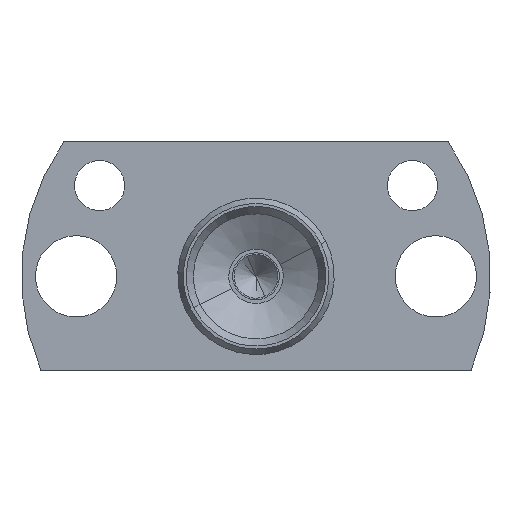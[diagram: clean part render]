
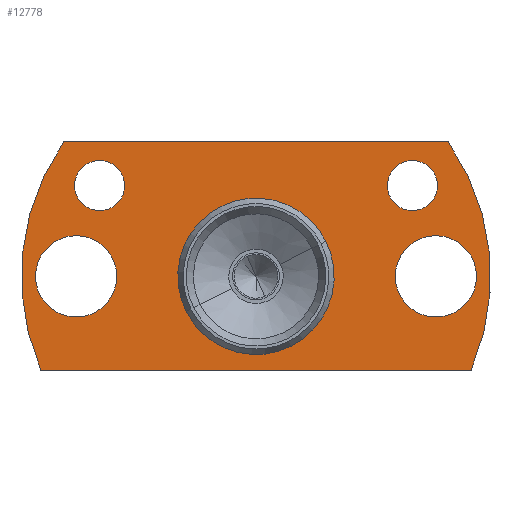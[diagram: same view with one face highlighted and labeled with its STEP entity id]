
A CAD part, left-side view. The second image highlights one B-rep face of the part: STEP entity #12778.
In plain terms, the highlighted planar face has unit normal (-1, 0, 0).
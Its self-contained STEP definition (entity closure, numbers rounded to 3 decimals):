
#112 = AXIS2_PLACEMENT_3D ( 'NONE', #5884, #8206, #10378 ) ;
#141 = CARTESIAN_POINT ( 'NONE',  ( 14.538, -5., 2.9 ) ) ;
#149 = DIRECTION ( 'NONE',  ( -1., 0., 0. ) ) ;
#184 = EDGE_CURVE ( 'NONE', #5405, #343, #10258, .T. ) ;
#343 = VERTEX_POINT ( 'NONE', #12629 ) ;
#487 = DIRECTION ( 'NONE',  ( 0., 0., -1. ) ) ;
#524 = DIRECTION ( 'NONE',  ( -1., 0., 0. ) ) ;
#551 = ORIENTED_EDGE ( 'NONE', *, *, #184, .F. ) ;
#644 = DIRECTION ( 'NONE',  ( -1., 0., 0. ) ) ;
#686 = EDGE_LOOP ( 'NONE', ( #9391, #13426 ) ) ;
#777 = ORIENTED_EDGE ( 'NONE', *, *, #1023, .F. ) ;
#814 = CARTESIAN_POINT ( 'NONE',  ( 14.538, -5., 3.7 ) ) ;
#1023 = EDGE_CURVE ( 'NONE', #5998, #13898, #11390, .T. ) ;
#1030 = DIRECTION ( 'NONE',  ( 0., 0., -1. ) ) ;
#1051 = AXIS2_PLACEMENT_3D ( 'NONE', #6882, #149, #11304 ) ;
#1102 = CARTESIAN_POINT ( 'NONE',  ( 14.538, -5., 2.9 ) ) ;
#1158 = DIRECTION ( 'NONE',  ( 0., 0., -1. ) ) ;
#1170 = DIRECTION ( 'NONE',  ( -1., 0., 0. ) ) ;
#1200 = VERTEX_POINT ( 'NONE', #3136 ) ;
#1318 = FACE_BOUND ( 'NONE', #4025, .T. ) ;
#1388 = FACE_OUTER_BOUND ( 'NONE', #3452, .T. ) ;
#1401 = EDGE_CURVE ( 'NONE', #1411, #2428, #10663, .T. ) ;
#1411 = VERTEX_POINT ( 'NONE', #7126 ) ;
#1597 = AXIS2_PLACEMENT_3D ( 'NONE', #13405, #4558, #13116 ) ;
#1667 = EDGE_CURVE ( 'NONE', #2809, #11862, #9008, .T. ) ;
#2038 = VECTOR ( 'NONE', #5968, 1000. ) ;
#2043 = CARTESIAN_POINT ( 'NONE',  ( 14.538, 0., 0. ) ) ;
#2090 = CARTESIAN_POINT ( 'NONE',  ( 14.538, -5.75, -1.3 ) ) ;
#2336 = AXIS2_PLACEMENT_3D ( 'NONE', #8019, #5913, #487 ) ;
#2428 = VERTEX_POINT ( 'NONE', #10665 ) ;
#2477 = PLANE ( 'NONE',  #112 ) ;
#2531 = CARTESIAN_POINT ( 'NONE',  ( 14.538, -5.75, 1.3 ) ) ;
#2809 = VERTEX_POINT ( 'NONE', #4474 ) ;
#2816 = DIRECTION ( 'NONE',  ( 0., 0., -1. ) ) ;
#3136 = CARTESIAN_POINT ( 'NONE',  ( 14.538, -6.874, -3. ) ) ;
#3352 = CIRCLE ( 'NONE', #8919, 7.5 ) ;
#3452 = EDGE_LOOP ( 'NONE', ( #12515, #7301, #4390, #5561 ) ) ;
#3588 = ORIENTED_EDGE ( 'NONE', *, *, #1667, .F. ) ;
#3764 = CARTESIAN_POINT ( 'NONE',  ( 14.538, 5., 2.9 ) ) ;
#3798 = EDGE_CURVE ( 'NONE', #343, #5405, #8451, .T. ) ;
#4025 = EDGE_LOOP ( 'NONE', ( #551, #11714 ) ) ;
#4116 = AXIS2_PLACEMENT_3D ( 'NONE', #8404, #524, #6027 ) ;
#4239 = CIRCLE ( 'NONE', #7018, 1.3 ) ;
#4390 = ORIENTED_EDGE ( 'NONE', *, *, #1401, .T. ) ;
#4439 = EDGE_CURVE ( 'NONE', #12074, #1200, #12431, .T. ) ;
#4474 = CARTESIAN_POINT ( 'NONE',  ( 14.538, 0., 2.1 ) ) ;
#4544 = ORIENTED_EDGE ( 'NONE', *, *, #8483, .F. ) ;
#4558 = DIRECTION ( 'NONE',  ( -1., 0., 0. ) ) ;
#4816 = CIRCLE ( 'NONE', #7360, 7.5 ) ;
#4886 = EDGE_CURVE ( 'NONE', #4894, #11700, #13140, .T. ) ;
#4894 = VERTEX_POINT ( 'NONE', #2090 ) ;
#4979 = DIRECTION ( 'NONE',  ( 0., 0., 1. ) ) ;
#5004 = CARTESIAN_POINT ( 'NONE',  ( 14.538, 13.571, 4.3 ) ) ;
#5171 = EDGE_LOOP ( 'NONE', ( #12099, #4544 ) ) ;
#5259 = CARTESIAN_POINT ( 'NONE',  ( 14.538, 5.75, 1.3 ) ) ;
#5405 = VERTEX_POINT ( 'NONE', #814 ) ;
#5435 = DIRECTION ( 'NONE',  ( -1., 0., 0. ) ) ;
#5441 = DIRECTION ( 'NONE',  ( 0., 0., 1. ) ) ;
#5508 = CARTESIAN_POINT ( 'NONE',  ( 14.538, 0., 0. ) ) ;
#5550 = EDGE_CURVE ( 'NONE', #1200, #1411, #4816, .T. ) ;
#5561 = ORIENTED_EDGE ( 'NONE', *, *, #11786, .T. ) ;
#5838 = ORIENTED_EDGE ( 'NONE', *, *, #11652, .F. ) ;
#5884 = CARTESIAN_POINT ( 'NONE',  ( 14.538, 2.1, 0. ) ) ;
#5913 = DIRECTION ( 'NONE',  ( -1., 0., 0. ) ) ;
#5968 = DIRECTION ( 'NONE',  ( 0., -1., 0. ) ) ;
#5971 = EDGE_CURVE ( 'NONE', #11700, #4894, #4239, .T. ) ;
#5998 = VERTEX_POINT ( 'NONE', #7102 ) ;
#6024 = CARTESIAN_POINT ( 'NONE',  ( 14.538, 5.75, -1.3 ) ) ;
#6027 = DIRECTION ( 'NONE',  ( 0., 0., -1. ) ) ;
#6598 = CIRCLE ( 'NONE', #7288, 1.3 ) ;
#6604 = CIRCLE ( 'NONE', #11482, 0.8 ) ;
#6785 = VERTEX_POINT ( 'NONE', #5259 ) ;
#6882 = CARTESIAN_POINT ( 'NONE',  ( 14.538, 0., 0. ) ) ;
#6915 = CARTESIAN_POINT ( 'NONE',  ( 14.538, 13.571, -3. ) ) ;
#7018 = AXIS2_PLACEMENT_3D ( 'NONE', #11386, #10072, #1158 ) ;
#7075 = CIRCLE ( 'NONE', #1051, 2.1 ) ;
#7102 = CARTESIAN_POINT ( 'NONE',  ( 14.538, 5., 2.1 ) ) ;
#7126 = CARTESIAN_POINT ( 'NONE',  ( 14.538, -6.145, 4.3 ) ) ;
#7288 = AXIS2_PLACEMENT_3D ( 'NONE', #8912, #13345, #13557 ) ;
#7301 = ORIENTED_EDGE ( 'NONE', *, *, #5550, .T. ) ;
#7360 = AXIS2_PLACEMENT_3D ( 'NONE', #2043, #1170, #5441 ) ;
#7764 = AXIS2_PLACEMENT_3D ( 'NONE', #141, #8974, #11592 ) ;
#8019 = CARTESIAN_POINT ( 'NONE',  ( 14.538, 5., 2.9 ) ) ;
#8067 = FACE_BOUND ( 'NONE', #5171, .T. ) ;
#8206 = DIRECTION ( 'NONE',  ( 1., 0., 0. ) ) ;
#8284 = CIRCLE ( 'NONE', #4116, 1.3 ) ;
#8349 = DIRECTION ( 'NONE',  ( 0., 1., 0. ) ) ;
#8404 = CARTESIAN_POINT ( 'NONE',  ( 14.538, 5.75, 0. ) ) ;
#8451 = CIRCLE ( 'NONE', #7764, 0.8 ) ;
#8483 = EDGE_CURVE ( 'NONE', #10314, #6785, #6598, .T. ) ;
#8867 = AXIS2_PLACEMENT_3D ( 'NONE', #1102, #5435, #1030 ) ;
#8912 = CARTESIAN_POINT ( 'NONE',  ( 14.538, 5.75, 0. ) ) ;
#8919 = AXIS2_PLACEMENT_3D ( 'NONE', #13775, #644, #4979 ) ;
#8974 = DIRECTION ( 'NONE',  ( -1., 0., 0. ) ) ;
#9008 = CIRCLE ( 'NONE', #13410, 2.1 ) ;
#9391 = ORIENTED_EDGE ( 'NONE', *, *, #5971, .F. ) ;
#9938 = DIRECTION ( 'NONE',  ( -1., 0., 0. ) ) ;
#10072 = DIRECTION ( 'NONE',  ( -1., 0., 0. ) ) ;
#10155 = CARTESIAN_POINT ( 'NONE',  ( 14.538, 6.874, -3. ) ) ;
#10258 = CIRCLE ( 'NONE', #8867, 0.8 ) ;
#10314 = VERTEX_POINT ( 'NONE', #6024 ) ;
#10378 = DIRECTION ( 'NONE',  ( 0., 0., -1. ) ) ;
#10456 = FACE_BOUND ( 'NONE', #12477, .T. ) ;
#10626 = VECTOR ( 'NONE', #8349, 1000. ) ;
#10640 = DIRECTION ( 'NONE',  ( -1., 0., 0. ) ) ;
#10663 = LINE ( 'NONE', #5004, #10626 ) ;
#10665 = CARTESIAN_POINT ( 'NONE',  ( 14.538, 6.145, 4.3 ) ) ;
#11254 = FACE_BOUND ( 'NONE', #686, .T. ) ;
#11304 = DIRECTION ( 'NONE',  ( 0., 0., 1. ) ) ;
#11344 = EDGE_CURVE ( 'NONE', #6785, #10314, #8284, .T. ) ;
#11386 = CARTESIAN_POINT ( 'NONE',  ( 14.538, -5.75, 0. ) ) ;
#11390 = CIRCLE ( 'NONE', #2336, 0.8 ) ;
#11482 = AXIS2_PLACEMENT_3D ( 'NONE', #3764, #10640, #2816 ) ;
#11592 = DIRECTION ( 'NONE',  ( 0., 0., -1. ) ) ;
#11652 = EDGE_CURVE ( 'NONE', #11862, #2809, #7075, .T. ) ;
#11700 = VERTEX_POINT ( 'NONE', #2531 ) ;
#11714 = ORIENTED_EDGE ( 'NONE', *, *, #3798, .F. ) ;
#11786 = EDGE_CURVE ( 'NONE', #2428, #12074, #3352, .T. ) ;
#11818 = EDGE_CURVE ( 'NONE', #13898, #5998, #6604, .T. ) ;
#11835 = EDGE_LOOP ( 'NONE', ( #3588, #5838 ) ) ;
#11862 = VERTEX_POINT ( 'NONE', #12690 ) ;
#12074 = VERTEX_POINT ( 'NONE', #10155 ) ;
#12099 = ORIENTED_EDGE ( 'NONE', *, *, #11344, .F. ) ;
#12360 = ORIENTED_EDGE ( 'NONE', *, *, #11818, .F. ) ;
#12431 = LINE ( 'NONE', #6915, #2038 ) ;
#12477 = EDGE_LOOP ( 'NONE', ( #12360, #777 ) ) ;
#12515 = ORIENTED_EDGE ( 'NONE', *, *, #4439, .T. ) ;
#12629 = CARTESIAN_POINT ( 'NONE',  ( 14.538, -5., 2.1 ) ) ;
#12690 = CARTESIAN_POINT ( 'NONE',  ( 14.538, 0., -2.1 ) ) ;
#12778 = ADVANCED_FACE ( 'NONE', ( #1318, #11254, #10456, #8067, #1388, #13579 ), #2477, .F. ) ;
#12987 = CARTESIAN_POINT ( 'NONE',  ( 14.538, 5., 3.7 ) ) ;
#13116 = DIRECTION ( 'NONE',  ( 0., 0., -1. ) ) ;
#13140 = CIRCLE ( 'NONE', #1597, 1.3 ) ;
#13345 = DIRECTION ( 'NONE',  ( -1., 0., 0. ) ) ;
#13405 = CARTESIAN_POINT ( 'NONE',  ( 14.538, -5.75, 0. ) ) ;
#13410 = AXIS2_PLACEMENT_3D ( 'NONE', #5508, #9938, #14063 ) ;
#13426 = ORIENTED_EDGE ( 'NONE', *, *, #4886, .F. ) ;
#13557 = DIRECTION ( 'NONE',  ( 0., 0., -1. ) ) ;
#13579 = FACE_BOUND ( 'NONE', #11835, .T. ) ;
#13775 = CARTESIAN_POINT ( 'NONE',  ( 14.538, 0., 0. ) ) ;
#13898 = VERTEX_POINT ( 'NONE', #12987 ) ;
#14063 = DIRECTION ( 'NONE',  ( 0., 0., 1. ) ) ;
